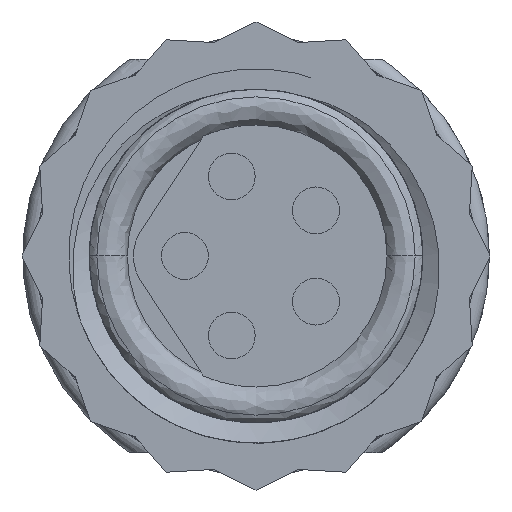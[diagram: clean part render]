
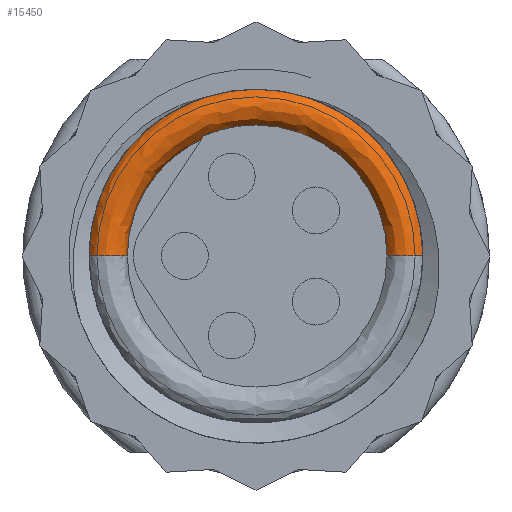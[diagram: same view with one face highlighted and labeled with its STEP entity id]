
A CAD part, left-side view. The second image highlights one B-rep face of the part: STEP entity #15450.
In plain terms, the highlighted free-form (B-spline) face has degree [3, 3] with [4, 4] control points.
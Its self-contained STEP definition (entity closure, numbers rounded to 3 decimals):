
#128 = FACE_OUTER_BOUND ( 'NONE', #11791, .T. ) ;
#332 = AXIS2_PLACEMENT_3D ( 'NONE', #15943, #1985, #18290 ) ;
#400 = EDGE_CURVE ( 'NONE', #24590, #25670, #17107, .T. ) ;
#565 = DIRECTION ( 'NONE',  ( 0., 1., 0. ) ) ;
#1072 = DIRECTION ( 'NONE',  ( 0., 1., 0. ) ) ;
#1129 = AXIS2_PLACEMENT_3D ( 'NONE', #5863, #22286, #8259 ) ;
#1985 = DIRECTION ( 'NONE',  ( 0., 0., 1. ) ) ;
#2263 = CARTESIAN_POINT ( 'NONE',  ( -51.807, 3.605, 85.5 ) ) ;
#2367 = CARTESIAN_POINT ( 'NONE',  ( -51.807, 4.505, 80. ) ) ;
#3625 = CARTESIAN_POINT ( 'NONE',  ( -51.807, -2.795, 80. ) ) ;
#4542 = AXIS2_PLACEMENT_3D ( 'NONE', #28627, #14533, #565 ) ;
#4578 = VERTEX_POINT ( 'NONE', #3625 ) ;
#4587 = CARTESIAN_POINT ( 'NONE',  ( -52.707, -1.895, 80. ) ) ;
#4749 = CARTESIAN_POINT ( 'NONE',  ( -51.807, 3.605, 80. ) ) ;
#4852 =( BOUNDED_SURFACE ( )  B_SPLINE_SURFACE ( 3, 3, ( 
 ( #25609, #16225, #2263, #18597 ),
 ( #4587, #20977, #6931, #23354 ),
 ( #9308, #25708, #11654, #28077 ),
 ( #13995, #30464, #16327, #2367 ) ),
 .UNSPECIFIED., .F., .F., .T. ) 
 B_SPLINE_SURFACE_WITH_KNOTS ( ( 4, 4 ),
 ( 4, 4 ),
 ( 0., 1. ),
 ( 0., 1. ),
 .UNSPECIFIED. ) 
 GEOMETRIC_REPRESENTATION_ITEM ( )  RATIONAL_B_SPLINE_SURFACE ( (
 ( 1., 0.333, 0.333, 1.),
 ( 0.333, 0.111, 0.111, 0.333),
 ( 0.333, 0.111, 0.111, 0.333),
 ( 1., 0.333, 0.333, 1.) ) ) 
 REPRESENTATION_ITEM ( '' )  SURFACE ( )  );
#5863 = CARTESIAN_POINT ( 'NONE',  ( -51.807, 0.855, 80. ) ) ;
#6632 = AXIS2_PLACEMENT_3D ( 'NONE', #29165, #15046, #1072 ) ;
#6931 = CARTESIAN_POINT ( 'NONE',  ( -52.707, 3.605, 85.5 ) ) ;
#7667 = EDGE_CURVE ( 'NONE', #22545, #4578, #11143, .T. ) ;
#8259 = DIRECTION ( 'NONE',  ( 0., 1., 0. ) ) ;
#9308 = CARTESIAN_POINT ( 'NONE',  ( -52.707, -2.795, 80. ) ) ;
#11143 = CIRCLE ( 'NONE', #332, 0.45 ) ;
#11160 = EDGE_CURVE ( 'NONE', #4578, #25670, #24924, .T. ) ;
#11654 = CARTESIAN_POINT ( 'NONE',  ( -52.707, 4.505, 87.3 ) ) ;
#11791 = EDGE_LOOP ( 'NONE', ( #17766, #23208, #24963, #22339 ) ) ;
#11888 = CARTESIAN_POINT ( 'NONE',  ( -51.807, -1.895, 80. ) ) ;
#13995 = CARTESIAN_POINT ( 'NONE',  ( -51.807, -2.795, 80. ) ) ;
#14533 = DIRECTION ( 'NONE',  ( 0., 0., -1. ) ) ;
#15046 = DIRECTION ( 'NONE',  ( -1., 0., 0. ) ) ;
#15450 = ADVANCED_FACE ( 'NONE', ( #128 ), #4852, .T. ) ;
#15943 = CARTESIAN_POINT ( 'NONE',  ( -51.807, -2.345, 80. ) ) ;
#16225 = CARTESIAN_POINT ( 'NONE',  ( -51.807, -1.895, 85.5 ) ) ;
#16327 = CARTESIAN_POINT ( 'NONE',  ( -51.807, 4.505, 87.3 ) ) ;
#17107 = CIRCLE ( 'NONE', #4542, 0.45 ) ;
#17766 = ORIENTED_EDGE ( 'NONE', *, *, #18331, .F. ) ;
#18290 = DIRECTION ( 'NONE',  ( 0., -1., 0. ) ) ;
#18331 = EDGE_CURVE ( 'NONE', #22545, #24590, #24288, .T. ) ;
#18597 = CARTESIAN_POINT ( 'NONE',  ( -51.807, 3.605, 80. ) ) ;
#20977 = CARTESIAN_POINT ( 'NONE',  ( -52.707, -1.895, 85.5 ) ) ;
#22286 = DIRECTION ( 'NONE',  ( -1., 0., 0. ) ) ;
#22339 = ORIENTED_EDGE ( 'NONE', *, *, #400, .F. ) ;
#22545 = VERTEX_POINT ( 'NONE', #11888 ) ;
#23208 = ORIENTED_EDGE ( 'NONE', *, *, #7667, .T. ) ;
#23354 = CARTESIAN_POINT ( 'NONE',  ( -52.707, 3.605, 80. ) ) ;
#24288 = CIRCLE ( 'NONE', #1129, 2.75 ) ;
#24590 = VERTEX_POINT ( 'NONE', #4749 ) ;
#24924 = CIRCLE ( 'NONE', #6632, 3.65 ) ;
#24963 = ORIENTED_EDGE ( 'NONE', *, *, #11160, .T. ) ;
#25609 = CARTESIAN_POINT ( 'NONE',  ( -51.807, -1.895, 80. ) ) ;
#25670 = VERTEX_POINT ( 'NONE', #27779 ) ;
#25708 = CARTESIAN_POINT ( 'NONE',  ( -52.707, -2.795, 87.3 ) ) ;
#27779 = CARTESIAN_POINT ( 'NONE',  ( -51.807, 4.505, 80. ) ) ;
#28077 = CARTESIAN_POINT ( 'NONE',  ( -52.707, 4.505, 80. ) ) ;
#28627 = CARTESIAN_POINT ( 'NONE',  ( -51.807, 4.055, 80. ) ) ;
#29165 = CARTESIAN_POINT ( 'NONE',  ( -51.807, 0.855, 80. ) ) ;
#30464 = CARTESIAN_POINT ( 'NONE',  ( -51.807, -2.795, 87.3 ) ) ;
